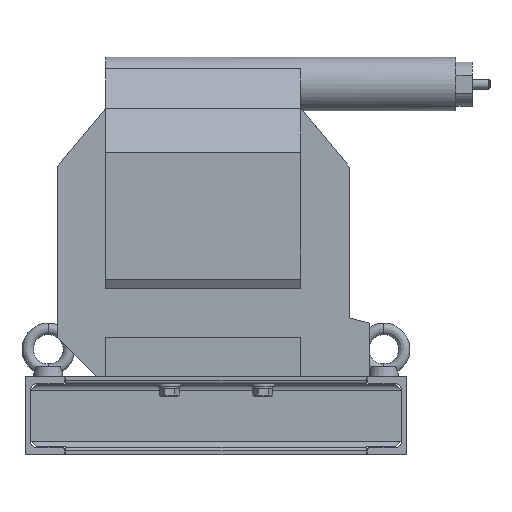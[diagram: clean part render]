
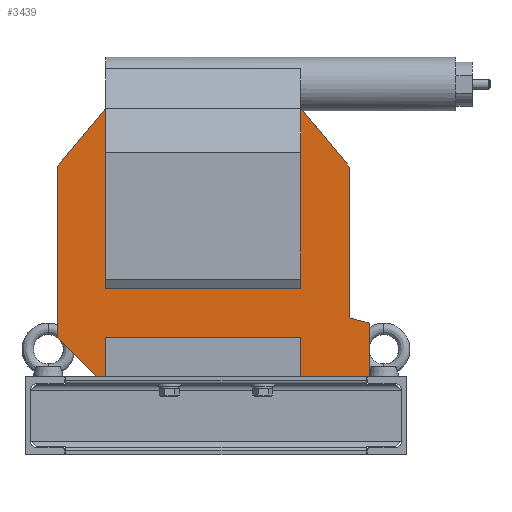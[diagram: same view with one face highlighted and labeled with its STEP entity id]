
A CAD part, front view. The second image highlights one B-rep face of the part: STEP entity #3439.
In plain terms, the highlighted face is planar.
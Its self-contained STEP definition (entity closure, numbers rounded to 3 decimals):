
#3439=ADVANCED_FACE('',(#17243),#17245,.F.);
#17243=FACE_BOUND('',#17244,.T.);
#17244=EDGE_LOOP('',(#21748,#21749,#21750,#21751,#21752,#21753,#21754,#21755,#21756,
#21757,#21758,#21759,#21760,#21761,#21762));
#17245=PLANE('',#17246);
#17246=AXIS2_PLACEMENT_3D('',#17247,#17248,#17249);
#17247=CARTESIAN_POINT('',(-35.,-40.,-300.));
#17248=DIRECTION('',(-1.,0.,0.));
#17249=DIRECTION('',(0.,-1.,0.));
#21748=ORIENTED_EDGE('',*,*,#24969,.F.);
#21749=ORIENTED_EDGE('',*,*,#24970,.F.);
#21750=ORIENTED_EDGE('',*,*,#24955,.F.);
#21751=ORIENTED_EDGE('',*,*,#24971,.T.);
#21752=ORIENTED_EDGE('',*,*,#24972,.F.);
#21753=ORIENTED_EDGE('',*,*,#24973,.F.);
#21754=ORIENTED_EDGE('',*,*,#24965,.F.);
#21755=ORIENTED_EDGE('',*,*,#24974,.F.);
#21756=ORIENTED_EDGE('',*,*,#24975,.F.);
#21757=ORIENTED_EDGE('',*,*,#24976,.F.);
#21758=ORIENTED_EDGE('',*,*,#24977,.F.);
#21759=ORIENTED_EDGE('',*,*,#24978,.T.);
#21760=ORIENTED_EDGE('',*,*,#24979,.T.);
#21761=ORIENTED_EDGE('',*,*,#24980,.F.);
#21762=ORIENTED_EDGE('',*,*,#24981,.F.);
#24955=EDGE_CURVE('',#26938,#26942,#26943,.F.);
#24965=EDGE_CURVE('',#26957,#26935,#26959,.F.);
#24969=EDGE_CURVE('',#26965,#26966,#26967,.F.);
#24970=EDGE_CURVE('',#26942,#26965,#26968,.F.);
#24971=EDGE_CURVE('',#26938,#26969,#26970,.T.);
#24972=EDGE_CURVE('',#26971,#26969,#26972,.T.);
#24973=EDGE_CURVE('',#26935,#26971,#26973,.T.);
#24974=EDGE_CURVE('',#26974,#26957,#26975,.F.);
#24975=EDGE_CURVE('',#26976,#26974,#26977,.F.);
#24976=EDGE_CURVE('',#26978,#26976,#26979,.F.);
#24977=EDGE_CURVE('',#26980,#26978,#26981,.T.);
#24978=EDGE_CURVE('',#26980,#26982,#26983,.T.);
#24979=EDGE_CURVE('',#26982,#26984,#26985,.T.);
#24980=EDGE_CURVE('',#26986,#26984,#26987,.F.);
#24981=EDGE_CURVE('',#26966,#26986,#26988,.F.);
#26935=VERTEX_POINT('',#31913);
#26938=VERTEX_POINT('',#31920);
#26942=VERTEX_POINT('',#31930);
#26943=LINE('',#31931,#31932);
#26957=VERTEX_POINT('',#31964);
#26959=LINE('',#31968,#31969);
#26965=VERTEX_POINT('',#31982);
#26966=VERTEX_POINT('',#31983);
#26967=LINE('',#31984,#31985);
#26968=LINE('',#31987,#31988);
#26969=VERTEX_POINT('',#31990);
#26970=LINE('',#31991,#31992);
#26971=VERTEX_POINT('',#31994);
#26972=LINE('',#31995,#31996);
#26973=LINE('',#31998,#31999);
#26974=VERTEX_POINT('',#32001);
#26975=LINE('',#32002,#32003);
#26976=VERTEX_POINT('',#32005);
#26977=LINE('',#32006,#32007);
#26978=VERTEX_POINT('',#32009);
#26979=LINE('',#32010,#32011);
#26980=VERTEX_POINT('',#32013);
#26981=LINE('',#32014,#32015);
#26982=VERTEX_POINT('',#32017);
#26983=LINE('',#32018,#32019);
#26984=VERTEX_POINT('',#32021);
#26985=LINE('',#32022,#32023);
#26986=VERTEX_POINT('',#32025);
#26987=LINE('',#32026,#32027);
#26988=LINE('',#32029,#32030);
#31913=CARTESIAN_POINT('',(-35.,-275.,-100.));
#31920=CARTESIAN_POINT('',(-35.,-275.,100.));
#31930=CARTESIAN_POINT('',(-35.,-215.,150.));
#31931=CARTESIAN_POINT('',(-35.,-215.,150.));
#31932=VECTOR('',#31933,1.);
#31933=DIRECTION('',(0.,-0.768,-0.64));
#31964=CARTESIAN_POINT('',(-35.,-215.,-150.));
#31968=CARTESIAN_POINT('',(-35.,-275.,-100.));
#31969=VECTOR('',#31970,1.);
#31970=DIRECTION('',(0.,0.768,-0.64));
#31982=CARTESIAN_POINT('',(-35.,-60.359,150.));
#31983=CARTESIAN_POINT('',(-35.,-55.,170.));
#31984=CARTESIAN_POINT('',(-35.,-55.,170.));
#31985=VECTOR('',#31986,1.);
#31986=DIRECTION('',(0.,-0.259,-0.966));
#31987=CARTESIAN_POINT('',(-35.,-60.359,150.));
#31988=VECTOR('',#31989,1.);
#31989=DIRECTION('',(0.,-1.,0.));
#31990=CARTESIAN_POINT('',(-35.,-90.622,100.));
#31991=CARTESIAN_POINT('',(-35.,-275.,100.));
#31992=VECTOR('',#31993,1.);
#31993=DIRECTION('',(0.,1.,0.));
#31994=CARTESIAN_POINT('',(-35.,-90.622,-100.));
#31995=CARTESIAN_POINT('',(-35.,-90.622,-100.));
#31996=VECTOR('',#31997,1.);
#31997=DIRECTION('',(0.,0.,1.));
#31998=CARTESIAN_POINT('',(-35.,-275.,-100.));
#31999=VECTOR('',#32000,1.);
#32000=DIRECTION('',(0.,1.,0.));
#32001=CARTESIAN_POINT('',(-35.,-40.,-150.));
#32002=CARTESIAN_POINT('',(-35.,-215.,-150.));
#32003=VECTOR('',#32004,1.);
#32004=DIRECTION('',(0.,1.,0.));
#32005=CARTESIAN_POINT('',(-35.,0.,-110.));
#32006=CARTESIAN_POINT('',(-35.,-40.,-150.));
#32007=VECTOR('',#32008,1.);
#32008=DIRECTION('',(0.,0.707,0.707));
#32009=CARTESIAN_POINT('',(-35.,0.,-100.));
#32010=CARTESIAN_POINT('',(-35.,0.,-110.));
#32011=VECTOR('',#32012,1.);
#32012=DIRECTION('',(0.,0.,1.));
#32013=CARTESIAN_POINT('',(-35.,-40.,-100.));
#32014=CARTESIAN_POINT('',(-35.,-40.,-100.));
#32015=VECTOR('',#32016,1.);
#32016=DIRECTION('',(0.,1.,0.));
#32017=CARTESIAN_POINT('',(-35.,-40.,100.));
#32018=CARTESIAN_POINT('',(-35.,-40.,-100.));
#32019=VECTOR('',#32020,1.);
#32020=DIRECTION('',(0.,0.,1.));
#32021=CARTESIAN_POINT('',(-35.,0.,100.));
#32022=CARTESIAN_POINT('',(-35.,-40.,100.));
#32023=VECTOR('',#32024,1.);
#32024=DIRECTION('',(0.,1.,0.));
#32025=CARTESIAN_POINT('',(-35.,0.,170.));
#32026=CARTESIAN_POINT('',(-35.,0.,100.));
#32027=VECTOR('',#32028,1.);
#32028=DIRECTION('',(0.,0.,1.));
#32029=CARTESIAN_POINT('',(-35.,0.,170.));
#32030=VECTOR('',#32031,1.);
#32031=DIRECTION('',(0.,-1.,0.));
